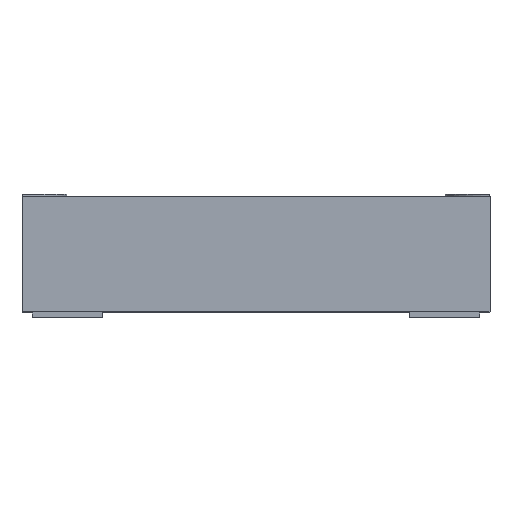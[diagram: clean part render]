
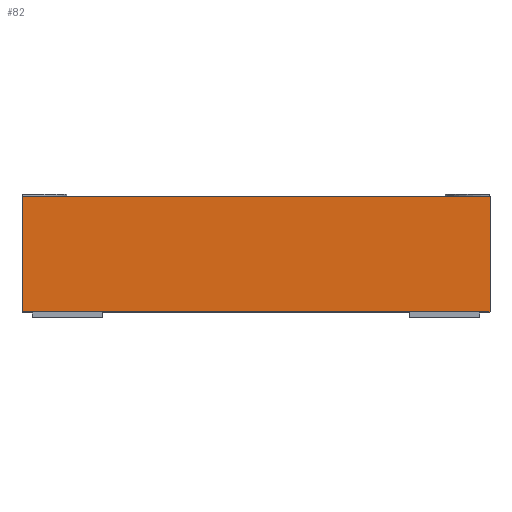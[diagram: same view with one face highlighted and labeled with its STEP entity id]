
A CAD part, top view. The second image highlights one B-rep face of the part: STEP entity #82.
In plain terms, the highlighted planar face has unit normal (0, 0, 1).
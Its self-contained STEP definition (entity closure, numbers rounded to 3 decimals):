
#82 = ADVANCED_FACE ( 'NONE', ( #711 ), #776, .T. ) ;
#84 = VERTEX_POINT ( 'NONE', #261 ) ;
#117 = EDGE_CURVE ( 'NONE', #84, #462, #143, .T. ) ;
#137 = VERTEX_POINT ( 'NONE', #473 ) ;
#143 = LINE ( 'NONE', #772, #510 ) ;
#189 = CARTESIAN_POINT ( 'NONE',  ( 2.335, 0., 1.615 ) ) ;
#193 = ORIENTED_EDGE ( 'NONE', *, *, #326, .F. ) ;
#205 = CARTESIAN_POINT ( 'NONE',  ( -2.335, -1.15, 1.615 ) ) ;
#256 = ORIENTED_EDGE ( 'NONE', *, *, #117, .F. ) ;
#261 = CARTESIAN_POINT ( 'NONE',  ( -2.335, 0., 1.615 ) ) ;
#326 = EDGE_CURVE ( 'NONE', #137, #84, #800, .T. ) ;
#336 = CARTESIAN_POINT ( 'NONE',  ( 2.335, -1.15, 1.615 ) ) ;
#360 = DIRECTION ( 'NONE',  ( 1., 0., 0. ) ) ;
#428 = DIRECTION ( 'NONE',  ( 0., 1., 0. ) ) ;
#430 = EDGE_CURVE ( 'NONE', #137, #514, #764, .T. ) ;
#462 = VERTEX_POINT ( 'NONE', #189 ) ;
#473 = CARTESIAN_POINT ( 'NONE',  ( -2.335, -1.15, 1.615 ) ) ;
#477 = DIRECTION ( 'NONE',  ( 1., 0., 0. ) ) ;
#510 = VECTOR ( 'NONE', #360, 1000. ) ;
#514 = VERTEX_POINT ( 'NONE', #336 ) ;
#522 = CARTESIAN_POINT ( 'NONE',  ( -2.335, -1.15, 1.615 ) ) ;
#567 = LINE ( 'NONE', #633, #849 ) ;
#582 = VECTOR ( 'NONE', #625, 1000. ) ;
#609 = ORIENTED_EDGE ( 'NONE', *, *, #859, .T. ) ;
#616 = CARTESIAN_POINT ( 'NONE',  ( -2.335, -1.15, 1.615 ) ) ;
#625 = DIRECTION ( 'NONE',  ( 1., 0., 0. ) ) ;
#633 = CARTESIAN_POINT ( 'NONE',  ( 2.335, -1.15, 1.615 ) ) ;
#656 = EDGE_LOOP ( 'NONE', ( #256, #193, #907, #609 ) ) ;
#711 = FACE_OUTER_BOUND ( 'NONE', #656, .T. ) ;
#717 = AXIS2_PLACEMENT_3D ( 'NONE', #616, #892, #477 ) ;
#741 = DIRECTION ( 'NONE',  ( 0., 1., 0. ) ) ;
#764 = LINE ( 'NONE', #205, #582 ) ;
#772 = CARTESIAN_POINT ( 'NONE',  ( -2.335, 0., 1.615 ) ) ;
#776 = PLANE ( 'NONE',  #717 ) ;
#800 = LINE ( 'NONE', #522, #842 ) ;
#842 = VECTOR ( 'NONE', #741, 1000. ) ;
#849 = VECTOR ( 'NONE', #428, 1000. ) ;
#859 = EDGE_CURVE ( 'NONE', #514, #462, #567, .T. ) ;
#892 = DIRECTION ( 'NONE',  ( 0., 0., 1. ) ) ;
#907 = ORIENTED_EDGE ( 'NONE', *, *, #430, .T. ) ;
